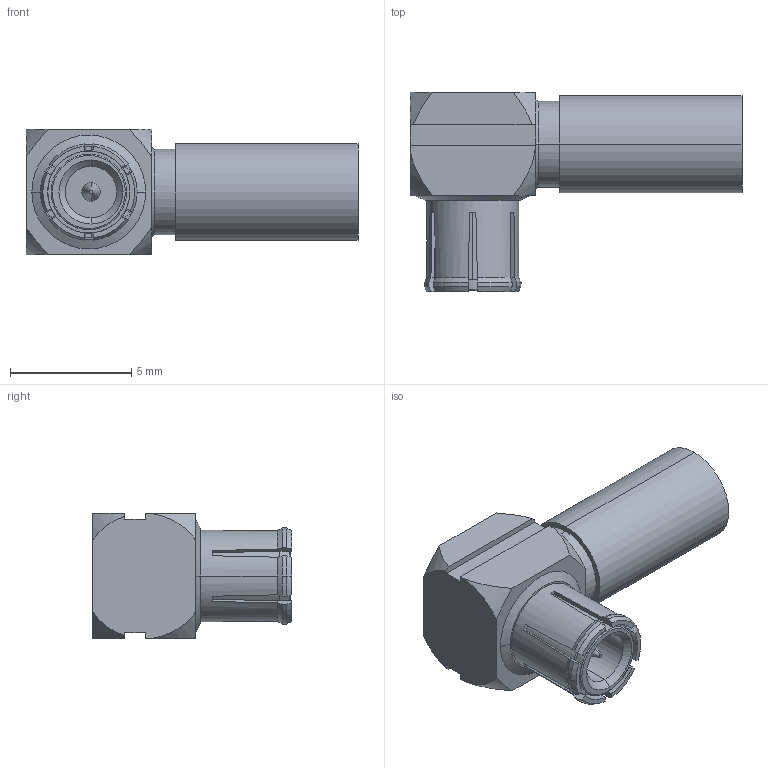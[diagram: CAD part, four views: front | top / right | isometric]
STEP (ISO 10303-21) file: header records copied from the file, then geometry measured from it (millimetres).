
FILE_DESCRIPTION (( 'STEP AP214' ), '1' );
FILE_NAME ('LCCN45929_3D.step', '2023-05-09T22:28:04', ( '' ), ( '' ), 'SwSTEP 2.0', 'SolidWorks 2022', '' );
FILE_SCHEMA (( 'AUTOMOTIVE_DESIGN' ));
Length unit declared in the file: inch
Products named in the file (1): LCCN45929_3D
Bounding box: 13.7 x 8.22 x 5.18 mm (x, y, z)
Volume: 190.4 mm3; surface area: 533.1 mm2
Topology: 2 solids, 2 shells, 141 faces, 346 edges, 222 vertices
Faces by surface type: plane 65, cone 37, cylinder 35, torus 4
Entity records: 4549 total; most frequent: CARTESIAN_POINT 1010, ORIENTED_EDGE 692, DIRECTION 688, EDGE_CURVE 346, AXIS2_PLACEMENT_3D 280, VERTEX_POINT 222, EDGE_LOOP 156, ADVANCED_FACE 141
